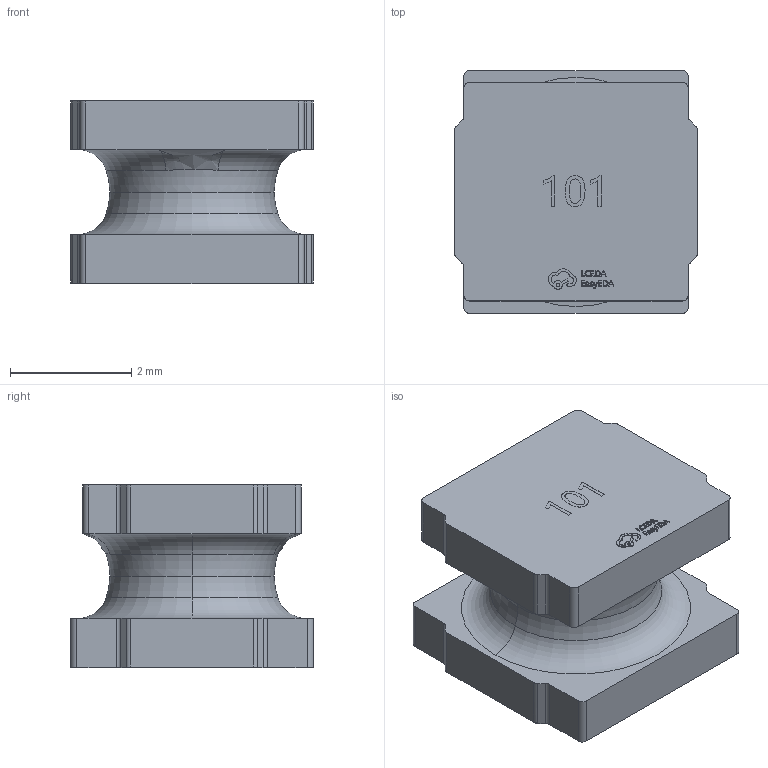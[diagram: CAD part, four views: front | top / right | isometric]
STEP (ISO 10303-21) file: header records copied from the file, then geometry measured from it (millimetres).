
FILE_DESCRIPTION (( 'STEP AP214' ), '1' );
FILE_NAME ('IND-SMD_L4.0-W4.0-H3.0_SMNR4030.step', '2022-07-09T00:13:47', ( '' ), ( '' ), 'SwSTEP 2.0', 'SolidWorks 2020', '' );
FILE_SCHEMA (( 'AUTOMOTIVE_DESIGN' ));
Length unit declared in the file: millimetre
Products named in the file (1): IND-SMD_L4.0-W4.0-H3.0_SMNR4030
Bounding box: 4 x 4 x 3.02 mm (x, y, z)
Volume: 33 mm3; surface area: 79.8 mm2
Topology: 1 solids, 1 shells, 378 faces, 1025 edges, 680 vertices
Faces by surface type: plane 218, bspline 126, cylinder 24, torus 10
Entity records: 17907 total; most frequent: CARTESIAN_POINT 4980, ORIENTED_EDGE 2050, DIRECTION 1355, EDGE_CURVE 1025, VECTOR 693, LINE 693, VERTEX_POINT 680, EDGE_LOOP 409
